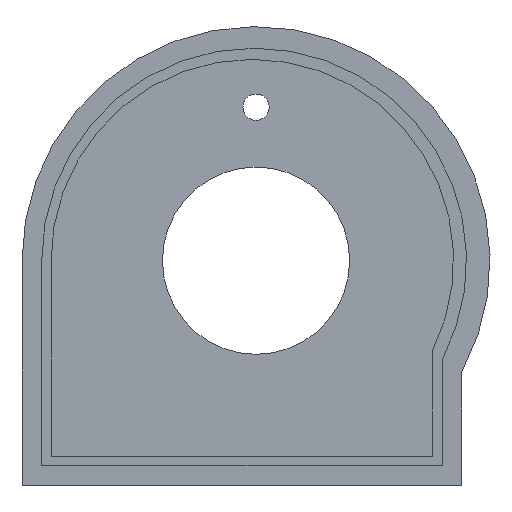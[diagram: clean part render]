
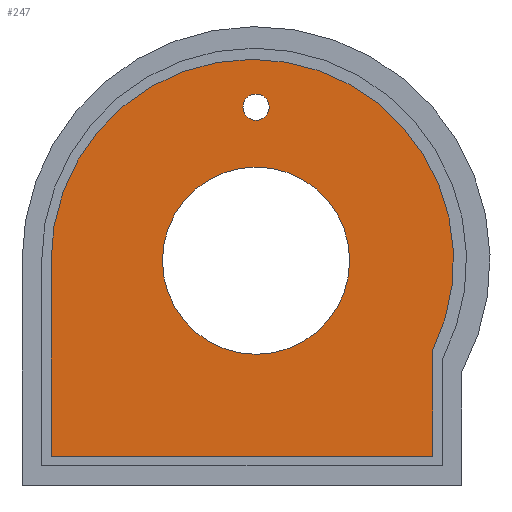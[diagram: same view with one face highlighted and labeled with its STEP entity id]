
A CAD part, front view. The second image highlights one B-rep face of the part: STEP entity #247.
In plain terms, the highlighted planar face has unit normal (0, -1, 0).
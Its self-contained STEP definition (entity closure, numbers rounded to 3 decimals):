
#3 = EDGE_CURVE ( 'NONE', #727, #1061, #590, .T. ) ;
#8 = CARTESIAN_POINT ( 'NONE',  ( -109.5, 0., 0. ) ) ;
#17 = CIRCLE ( 'NONE', #829, 107.526 ) ;
#21 = ORIENTED_EDGE ( 'NONE', *, *, #3, .T. ) ;
#45 = CIRCLE ( 'NONE', #1230, 7. ) ;
#56 = FACE_OUTER_BOUND ( 'NONE', #843, .T. ) ;
#60 = CARTESIAN_POINT ( 'NONE',  ( 0., 0., 82. ) ) ;
#64 = DIRECTION ( 'NONE',  ( 0., 1., 0. ) ) ;
#95 = EDGE_CURVE ( 'NONE', #954, #1234, #45, .T. ) ;
#130 = EDGE_CURVE ( 'NONE', #1234, #954, #918, .T. ) ;
#131 = CARTESIAN_POINT ( 'NONE',  ( 0., 0., 0. ) ) ;
#144 = EDGE_CURVE ( 'NONE', #536, #608, #1131, .T. ) ;
#157 = ORIENTED_EDGE ( 'NONE', *, *, #130, .T. ) ;
#173 = ORIENTED_EDGE ( 'NONE', *, *, #671, .T. ) ;
#210 = VECTOR ( 'NONE', #1198, 1000. ) ;
#211 = CARTESIAN_POINT ( 'NONE',  ( 94.5, 0., -47.483 ) ) ;
#246 = DIRECTION ( 'NONE',  ( 0., 0., 1. ) ) ;
#247 = ADVANCED_FACE ( 'NONE', ( #920, #836, #56 ), #741, .F. ) ;
#252 = DIRECTION ( 'NONE',  ( 0., 0., 1. ) ) ;
#253 = CARTESIAN_POINT ( 'NONE',  ( -1.974, 0., 0. ) ) ;
#254 = AXIS2_PLACEMENT_3D ( 'NONE', #1020, #925, #252 ) ;
#269 = CARTESIAN_POINT ( 'NONE',  ( -1.974, 0., 0. ) ) ;
#291 = CARTESIAN_POINT ( 'NONE',  ( 0., 0., -50. ) ) ;
#327 = DIRECTION ( 'NONE',  ( 0., 0., 1. ) ) ;
#350 = AXIS2_PLACEMENT_3D ( 'NONE', #533, #904, #934 ) ;
#357 = DIRECTION ( 'NONE',  ( 0., 0., 1. ) ) ;
#360 = EDGE_CURVE ( 'NONE', #549, #536, #707, .T. ) ;
#380 = EDGE_LOOP ( 'NONE', ( #173, #492 ) ) ;
#397 = EDGE_CURVE ( 'NONE', #608, #727, #17, .T. ) ;
#492 = ORIENTED_EDGE ( 'NONE', *, *, #889, .T. ) ;
#521 = VERTEX_POINT ( 'NONE', #291 ) ;
#533 = CARTESIAN_POINT ( 'NONE',  ( 0., 0., 82. ) ) ;
#536 = VERTEX_POINT ( 'NONE', #211 ) ;
#546 = CARTESIAN_POINT ( 'NONE',  ( -109.5, 0., 0. ) ) ;
#549 = VERTEX_POINT ( 'NONE', #1099 ) ;
#562 = ORIENTED_EDGE ( 'NONE', *, *, #95, .T. ) ;
#567 = CIRCLE ( 'NONE', #254, 50. ) ;
#580 = DIRECTION ( 'NONE',  ( 0., 1., 0. ) ) ;
#590 = LINE ( 'NONE', #8, #1249 ) ;
#606 = DIRECTION ( 'NONE',  ( 0., 0., -1. ) ) ;
#608 = VERTEX_POINT ( 'NONE', #1085 ) ;
#609 = AXIS2_PLACEMENT_3D ( 'NONE', #1263, #580, #703 ) ;
#620 = DIRECTION ( 'NONE',  ( 0., -1., 0. ) ) ;
#632 = CARTESIAN_POINT ( 'NONE',  ( -109.5, 0., -104.5 ) ) ;
#646 = VERTEX_POINT ( 'NONE', #811 ) ;
#650 = DIRECTION ( 'NONE',  ( 0., -1., 0. ) ) ;
#671 = EDGE_CURVE ( 'NONE', #646, #521, #567, .T. ) ;
#703 = DIRECTION ( 'NONE',  ( 0., 0., 1. ) ) ;
#707 = LINE ( 'NONE', #1101, #1261 ) ;
#727 = VERTEX_POINT ( 'NONE', #546 ) ;
#741 = PLANE ( 'NONE',  #909 ) ;
#771 = ORIENTED_EDGE ( 'NONE', *, *, #144, .T. ) ;
#805 = DIRECTION ( 'NONE',  ( 0., 0., 1. ) ) ;
#811 = CARTESIAN_POINT ( 'NONE',  ( 0., 0., 50. ) ) ;
#829 = AXIS2_PLACEMENT_3D ( 'NONE', #269, #650, #357 ) ;
#836 = FACE_BOUND ( 'NONE', #380, .T. ) ;
#843 = EDGE_LOOP ( 'NONE', ( #874, #771, #1236, #21, #1153 ) ) ;
#844 = CARTESIAN_POINT ( 'NONE',  ( 0., 0., 75. ) ) ;
#874 = ORIENTED_EDGE ( 'NONE', *, *, #360, .T. ) ;
#889 = EDGE_CURVE ( 'NONE', #521, #646, #1156, .T. ) ;
#904 = DIRECTION ( 'NONE',  ( 0., 1., 0. ) ) ;
#906 = DIRECTION ( 'NONE',  ( 0., 0., 1. ) ) ;
#909 = AXIS2_PLACEMENT_3D ( 'NONE', #131, #64, #906 ) ;
#918 = CIRCLE ( 'NONE', #350, 7. ) ;
#920 = FACE_BOUND ( 'NONE', #1125, .T. ) ;
#925 = DIRECTION ( 'NONE',  ( 0., 1., 0. ) ) ;
#934 = DIRECTION ( 'NONE',  ( 0., 0., 1. ) ) ;
#954 = VERTEX_POINT ( 'NONE', #1179 ) ;
#1007 = LINE ( 'NONE', #632, #210 ) ;
#1011 = CARTESIAN_POINT ( 'NONE',  ( -109.5, 0., -104.5 ) ) ;
#1020 = CARTESIAN_POINT ( 'NONE',  ( 0., 0., 0. ) ) ;
#1040 = EDGE_CURVE ( 'NONE', #1061, #549, #1007, .T. ) ;
#1061 = VERTEX_POINT ( 'NONE', #1011 ) ;
#1085 = CARTESIAN_POINT ( 'NONE',  ( -1.974, 0., 107.526 ) ) ;
#1087 = AXIS2_PLACEMENT_3D ( 'NONE', #253, #620, #805 ) ;
#1099 = CARTESIAN_POINT ( 'NONE',  ( 94.5, 0., -104.5 ) ) ;
#1101 = CARTESIAN_POINT ( 'NONE',  ( 94.5, 0., -104.5 ) ) ;
#1125 = EDGE_LOOP ( 'NONE', ( #562, #157 ) ) ;
#1131 = CIRCLE ( 'NONE', #1087, 107.526 ) ;
#1153 = ORIENTED_EDGE ( 'NONE', *, *, #1040, .T. ) ;
#1156 = CIRCLE ( 'NONE', #609, 50. ) ;
#1179 = CARTESIAN_POINT ( 'NONE',  ( 0., 0., 89. ) ) ;
#1198 = DIRECTION ( 'NONE',  ( 1., 0., 0. ) ) ;
#1218 = DIRECTION ( 'NONE',  ( 0., 1., 0. ) ) ;
#1230 = AXIS2_PLACEMENT_3D ( 'NONE', #60, #1218, #327 ) ;
#1234 = VERTEX_POINT ( 'NONE', #844 ) ;
#1236 = ORIENTED_EDGE ( 'NONE', *, *, #397, .T. ) ;
#1249 = VECTOR ( 'NONE', #606, 1000. ) ;
#1261 = VECTOR ( 'NONE', #246, 1000. ) ;
#1263 = CARTESIAN_POINT ( 'NONE',  ( 0., 0., 0. ) ) ;
